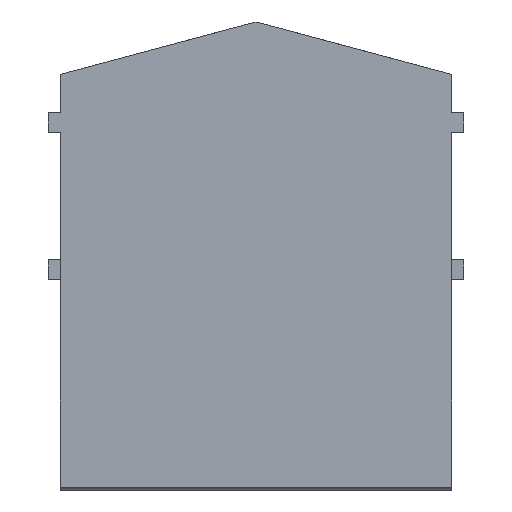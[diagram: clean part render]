
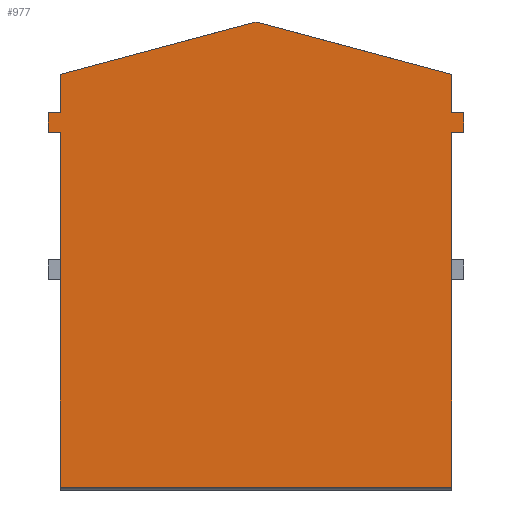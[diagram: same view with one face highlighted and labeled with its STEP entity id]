
A CAD part, left-side view. The second image highlights one B-rep face of the part: STEP entity #977.
In plain terms, the highlighted planar face has unit normal (-1, 0, 0).
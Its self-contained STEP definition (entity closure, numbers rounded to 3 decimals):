
#78=ORIENTED_EDGE('',*,*,#264,.F.);
#79=ORIENTED_EDGE('',*,*,#274,.F.);
#80=ORIENTED_EDGE('',*,*,#275,.F.);
#81=ORIENTED_EDGE('',*,*,#276,.F.);
#82=ORIENTED_EDGE('',*,*,#277,.F.);
#83=ORIENTED_EDGE('',*,*,#278,.F.);
#84=ORIENTED_EDGE('',*,*,#279,.T.);
#85=ORIENTED_EDGE('',*,*,#280,.T.);
#86=ORIENTED_EDGE('',*,*,#281,.T.);
#87=ORIENTED_EDGE('',*,*,#282,.T.);
#88=ORIENTED_EDGE('',*,*,#283,.T.);
#89=ORIENTED_EDGE('',*,*,#258,.T.);
#90=ORIENTED_EDGE('',*,*,#284,.F.);
#258=EDGE_CURVE('',#357,#356,#423,.T.);
#264=EDGE_CURVE('',#359,#361,#429,.T.);
#274=EDGE_CURVE('',#370,#359,#437,.T.);
#275=EDGE_CURVE('',#371,#370,#438,.T.);
#276=EDGE_CURVE('',#372,#371,#439,.T.);
#277=EDGE_CURVE('',#373,#372,#440,.T.);
#278=EDGE_CURVE('',#374,#373,#441,.T.);
#279=EDGE_CURVE('',#374,#375,#442,.T.);
#280=EDGE_CURVE('',#375,#376,#443,.T.);
#281=EDGE_CURVE('',#376,#377,#444,.T.);
#282=EDGE_CURVE('',#377,#378,#445,.T.);
#283=EDGE_CURVE('',#378,#357,#446,.T.);
#284=EDGE_CURVE('',#361,#356,#447,.F.);
#356=VERTEX_POINT('',#1286);
#357=VERTEX_POINT('',#1288);
#359=VERTEX_POINT('',#1296);
#361=VERTEX_POINT('',#1299);
#370=VERTEX_POINT('',#1319);
#371=VERTEX_POINT('',#1321);
#372=VERTEX_POINT('',#1323);
#373=VERTEX_POINT('',#1325);
#374=VERTEX_POINT('',#1327);
#375=VERTEX_POINT('',#1329);
#376=VERTEX_POINT('',#1331);
#377=VERTEX_POINT('',#1333);
#378=VERTEX_POINT('',#1335);
#423=LINE('',#1287,#508);
#429=LINE('',#1298,#514);
#437=LINE('',#1318,#522);
#438=LINE('',#1320,#523);
#439=LINE('',#1322,#524);
#440=LINE('',#1324,#525);
#441=LINE('',#1326,#526);
#442=LINE('',#1328,#527);
#443=LINE('',#1330,#528);
#444=LINE('',#1332,#529);
#445=LINE('',#1334,#530);
#446=LINE('',#1336,#531);
#447=LINE('',#1337,#532);
#508=VECTOR('',#1094,1000.);
#514=VECTOR('',#1102,1000.);
#522=VECTOR('',#1116,1000.);
#523=VECTOR('',#1117,1000.);
#524=VECTOR('',#1118,1000.);
#525=VECTOR('',#1119,1000.);
#526=VECTOR('',#1120,1000.);
#527=VECTOR('',#1121,1000.);
#528=VECTOR('',#1122,1000.);
#529=VECTOR('',#1123,1000.);
#530=VECTOR('',#1124,1000.);
#531=VECTOR('',#1125,1000.);
#532=VECTOR('',#1126,1000.);
#583=EDGE_LOOP('',(#78,#79,#80,#81,#82,#83,#84,#85,#86,#87,#88,#89,#90));
#626=FACE_BOUND('',#583,.T.);
#668=PLANE('',#1025);
#977=ADVANCED_FACE('',(#626),#668,.T.);
#1025=AXIS2_PLACEMENT_3D('',#1317,#1114,#1115);
#1094=DIRECTION('',(0.,0.,-1.));
#1102=DIRECTION('',(0.,0.,-1.));
#1114=DIRECTION('',(-1.,0.,0.));
#1115=DIRECTION('',(0.,0.,1.));
#1116=DIRECTION('',(0.,1.,0.));
#1117=DIRECTION('',(0.,0.,-1.));
#1118=DIRECTION('',(0.,-1.,0.));
#1119=DIRECTION('',(0.,0.,-1.));
#1120=DIRECTION('',(0.,-0.966,-0.259));
#1121=DIRECTION('',(0.,0.966,-0.259));
#1122=DIRECTION('',(0.,0.,-1.));
#1123=DIRECTION('',(0.,1.,0.));
#1124=DIRECTION('',(0.,0.,-1.));
#1125=DIRECTION('',(0.,-1.,0.));
#1126=DIRECTION('',(0.,-1.,0.));
#1286=CARTESIAN_POINT('',(-43.45,35.,-39.95));
#1287=CARTESIAN_POINT('',(-43.45,35.,-26.476));
#1288=CARTESIAN_POINT('',(-43.45,35.,-8.2));
#1296=CARTESIAN_POINT('',(-43.45,0.,-8.2));
#1298=CARTESIAN_POINT('',(-43.45,0.,-35.002));
#1299=CARTESIAN_POINT('',(-43.45,0.,-39.95));
#1317=CARTESIAN_POINT('',(-43.45,35.,-26.476));
#1318=CARTESIAN_POINT('',(-43.45,0.,-8.2));
#1319=CARTESIAN_POINT('',(-43.45,-1.099,-8.2));
#1320=CARTESIAN_POINT('',(-43.45,-1.099,-6.434));
#1321=CARTESIAN_POINT('',(-43.45,-1.099,-6.434));
#1322=CARTESIAN_POINT('',(-43.45,-1.099,-6.434));
#1323=CARTESIAN_POINT('',(-43.45,0.,-6.434));
#1324=CARTESIAN_POINT('',(-43.45,0.,-35.002));
#1325=CARTESIAN_POINT('',(-43.45,0.,-3.014));
#1326=CARTESIAN_POINT('',(-43.45,26.791,4.164));
#1327=CARTESIAN_POINT('',(-43.45,17.5,1.675));
#1328=CARTESIAN_POINT('',(-43.45,40.865,-4.586));
#1329=CARTESIAN_POINT('',(-43.45,35.,-3.014));
#1330=CARTESIAN_POINT('',(-43.45,35.,-35.002));
#1331=CARTESIAN_POINT('',(-43.45,35.,-6.434));
#1332=CARTESIAN_POINT('',(-43.45,36.099,-6.434));
#1333=CARTESIAN_POINT('',(-43.45,36.099,-6.434));
#1334=CARTESIAN_POINT('',(-43.45,36.099,-6.434));
#1335=CARTESIAN_POINT('',(-43.45,36.099,-8.2));
#1336=CARTESIAN_POINT('',(-43.45,35.,-8.2));
#1337=CARTESIAN_POINT('',(-43.45,35.,-39.95));
